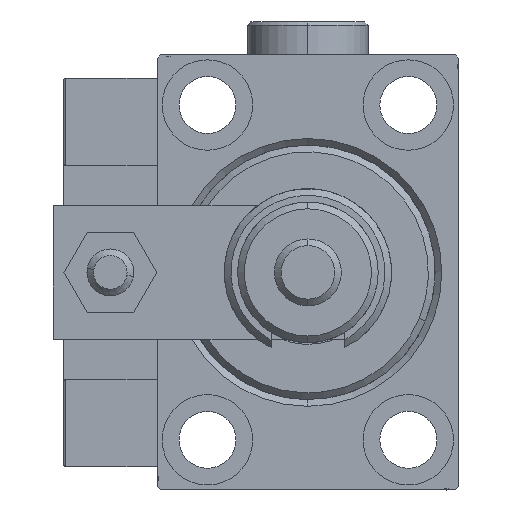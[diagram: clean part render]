
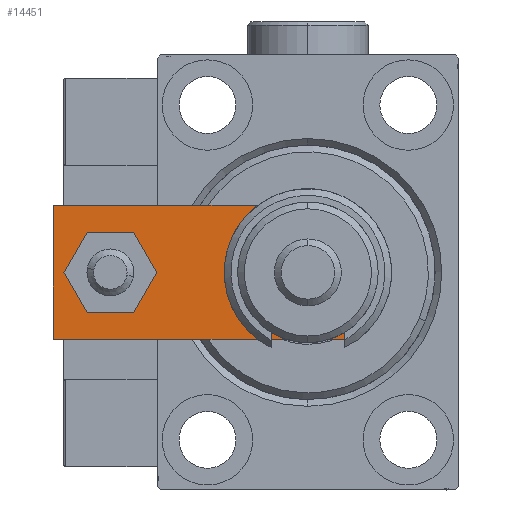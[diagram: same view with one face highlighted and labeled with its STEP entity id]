
A CAD part, left-side view. The second image highlights one B-rep face of the part: STEP entity #14451.
In plain terms, the highlighted face is planar.
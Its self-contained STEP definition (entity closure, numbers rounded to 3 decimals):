
#390 = VERTEX_POINT ( 'NONE', #39673 ) ;
#678 = CARTESIAN_POINT ( 'NONE',  ( -5.76, 0., 6. ) ) ;
#3359 = VECTOR ( 'NONE', #36397, 1000. ) ;
#4149 = VERTEX_POINT ( 'NONE', #26739 ) ;
#4817 = CARTESIAN_POINT ( 'NONE',  ( 0., 0., 6. ) ) ;
#4896 = EDGE_CURVE ( 'NONE', #11045, #45575, #8220, .T. ) ;
#5254 = VERTEX_POINT ( 'NONE', #41046 ) ;
#6195 = VERTEX_POINT ( 'NONE', #14129 ) ;
#6261 = CARTESIAN_POINT ( 'NONE',  ( 10., 4.24, 6. ) ) ;
#6408 = DIRECTION ( 'NONE',  ( 0., 0., 1. ) ) ;
#6591 = ORIENTED_EDGE ( 'NONE', *, *, #38088, .T. ) ;
#6653 = CIRCLE ( 'NONE', #34764, 4. ) ;
#7011 = DIRECTION ( 'NONE',  ( 1., 0., 0. ) ) ;
#7301 = AXIS2_PLACEMENT_3D ( 'NONE', #14934, #6408, #40195 ) ;
#7889 = EDGE_LOOP ( 'NONE', ( #19384, #41236, #6591, #40493, #47206, #29322 ) ) ;
#8220 = LINE ( 'NONE', #36792, #10483 ) ;
#9239 = CIRCLE ( 'NONE', #33837, 7.25 ) ;
#10483 = VECTOR ( 'NONE', #32142, 1000. ) ;
#10528 = CARTESIAN_POINT ( 'NONE',  ( 4., 39.5, 6. ) ) ;
#10590 = CARTESIAN_POINT ( 'NONE',  ( -10., 48., 6. ) ) ;
#10621 = DIRECTION ( 'NONE',  ( 1., 0., 0. ) ) ;
#11045 = VERTEX_POINT ( 'NONE', #20883 ) ;
#11490 = FACE_BOUND ( 'NONE', #36770, .T. ) ;
#12824 = EDGE_CURVE ( 'NONE', #390, #30980, #25769, .T. ) ;
#13053 = FACE_OUTER_BOUND ( 'NONE', #7889, .T. ) ;
#13337 = DIRECTION ( 'NONE',  ( 0., 0., 1. ) ) ;
#14129 = CARTESIAN_POINT ( 'NONE',  ( 5.76, 0., 6. ) ) ;
#14451 = ADVANCED_FACE ( 'NONE', ( #32935, #13053, #11490 ), #28268, .T. ) ;
#14539 = DIRECTION ( 'NONE',  ( 1., 0., 0. ) ) ;
#14934 = CARTESIAN_POINT ( 'NONE',  ( 0., 10., 6. ) ) ;
#15543 = CARTESIAN_POINT ( 'NONE',  ( 0., 10., 6. ) ) ;
#15994 = EDGE_LOOP ( 'NONE', ( #16500, #52097 ) ) ;
#16500 = ORIENTED_EDGE ( 'NONE', *, *, #47834, .F. ) ;
#17167 = CARTESIAN_POINT ( 'NONE',  ( 2.88, -2.88, 6. ) ) ;
#19123 = CARTESIAN_POINT ( 'NONE',  ( 0., 39.5, 6. ) ) ;
#19384 = ORIENTED_EDGE ( 'NONE', *, *, #27828, .T. ) ;
#20527 = EDGE_CURVE ( 'NONE', #30980, #390, #9239, .T. ) ;
#20883 = CARTESIAN_POINT ( 'NONE',  ( -10., 4.24, 6. ) ) ;
#22814 = EDGE_CURVE ( 'NONE', #32270, #47810, #6653, .T. ) ;
#23534 = CARTESIAN_POINT ( 'NONE',  ( 0., 39.5, 6. ) ) ;
#25710 = DIRECTION ( 'NONE',  ( 1., 0., 0. ) ) ;
#25769 = CIRCLE ( 'NONE', #7301, 7.25 ) ;
#26739 = CARTESIAN_POINT ( 'NONE',  ( -10., 48., 6. ) ) ;
#26835 = DIRECTION ( 'NONE',  ( 0., 0., 1. ) ) ;
#26972 = EDGE_CURVE ( 'NONE', #5254, #4149, #36131, .T. ) ;
#27828 = EDGE_CURVE ( 'NONE', #4149, #11045, #43295, .T. ) ;
#27882 = CARTESIAN_POINT ( 'NONE',  ( 10., 48., 6. ) ) ;
#27961 = VECTOR ( 'NONE', #29266, 1000. ) ;
#28268 = PLANE ( 'NONE',  #48554 ) ;
#29266 = DIRECTION ( 'NONE',  ( 0.707, 0.707, 0. ) ) ;
#29271 = CARTESIAN_POINT ( 'NONE',  ( 10., 0., 6. ) ) ;
#29322 = ORIENTED_EDGE ( 'NONE', *, *, #26972, .T. ) ;
#29581 = VECTOR ( 'NONE', #43833, 1000. ) ;
#29801 = LINE ( 'NONE', #17167, #27961 ) ;
#30980 = VERTEX_POINT ( 'NONE', #36193 ) ;
#31731 = VECTOR ( 'NONE', #46002, 1000. ) ;
#32142 = DIRECTION ( 'NONE',  ( 0.707, -0.707, 0. ) ) ;
#32270 = VERTEX_POINT ( 'NONE', #10528 ) ;
#32935 = FACE_BOUND ( 'NONE', #15994, .T. ) ;
#33396 = LINE ( 'NONE', #29271, #31731 ) ;
#33837 = AXIS2_PLACEMENT_3D ( 'NONE', #15543, #40263, #7011 ) ;
#34764 = AXIS2_PLACEMENT_3D ( 'NONE', #23534, #40283, #10621 ) ;
#35084 = CARTESIAN_POINT ( 'NONE',  ( -4., 39.5, 6. ) ) ;
#35426 = CARTESIAN_POINT ( 'NONE',  ( -10., 0., 6. ) ) ;
#36131 = LINE ( 'NONE', #27882, #3359 ) ;
#36193 = CARTESIAN_POINT ( 'NONE',  ( 7.25, 10., 6. ) ) ;
#36397 = DIRECTION ( 'NONE',  ( -1., 0., 0. ) ) ;
#36770 = EDGE_LOOP ( 'NONE', ( #41615, #42355 ) ) ;
#36792 = CARTESIAN_POINT ( 'NONE',  ( -2.88, -2.88, 6. ) ) ;
#37703 = EDGE_CURVE ( 'NONE', #52010, #5254, #33396, .T. ) ;
#37919 = VECTOR ( 'NONE', #14539, 1000. ) ;
#38088 = EDGE_CURVE ( 'NONE', #45575, #6195, #48034, .T. ) ;
#39673 = CARTESIAN_POINT ( 'NONE',  ( -7.25, 10., 6. ) ) ;
#40195 = DIRECTION ( 'NONE',  ( 1., 0., 0. ) ) ;
#40263 = DIRECTION ( 'NONE',  ( 0., 0., 1. ) ) ;
#40268 = CIRCLE ( 'NONE', #54324, 4. ) ;
#40283 = DIRECTION ( 'NONE',  ( 0., 0., 1. ) ) ;
#40493 = ORIENTED_EDGE ( 'NONE', *, *, #46846, .T. ) ;
#41046 = CARTESIAN_POINT ( 'NONE',  ( 10., 48., 6. ) ) ;
#41236 = ORIENTED_EDGE ( 'NONE', *, *, #4896, .T. ) ;
#41615 = ORIENTED_EDGE ( 'NONE', *, *, #12824, .F. ) ;
#42355 = ORIENTED_EDGE ( 'NONE', *, *, #20527, .F. ) ;
#43295 = LINE ( 'NONE', #10590, #29581 ) ;
#43833 = DIRECTION ( 'NONE',  ( 0., -1., 0. ) ) ;
#44388 = DIRECTION ( 'NONE',  ( 1., 0., 0. ) ) ;
#45575 = VERTEX_POINT ( 'NONE', #678 ) ;
#46002 = DIRECTION ( 'NONE',  ( 0., 1., 0. ) ) ;
#46846 = EDGE_CURVE ( 'NONE', #6195, #52010, #29801, .T. ) ;
#47206 = ORIENTED_EDGE ( 'NONE', *, *, #37703, .T. ) ;
#47810 = VERTEX_POINT ( 'NONE', #35084 ) ;
#47834 = EDGE_CURVE ( 'NONE', #47810, #32270, #40268, .T. ) ;
#48034 = LINE ( 'NONE', #35426, #37919 ) ;
#48554 = AXIS2_PLACEMENT_3D ( 'NONE', #4817, #13337, #25710 ) ;
#52010 = VERTEX_POINT ( 'NONE', #6261 ) ;
#52097 = ORIENTED_EDGE ( 'NONE', *, *, #22814, .F. ) ;
#54324 = AXIS2_PLACEMENT_3D ( 'NONE', #19123, #26835, #44388 ) ;
